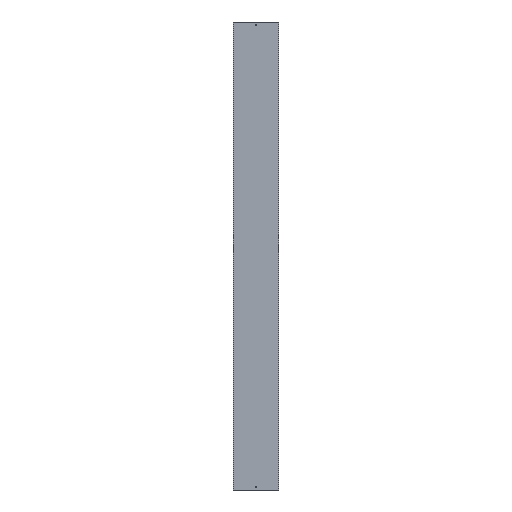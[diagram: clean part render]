
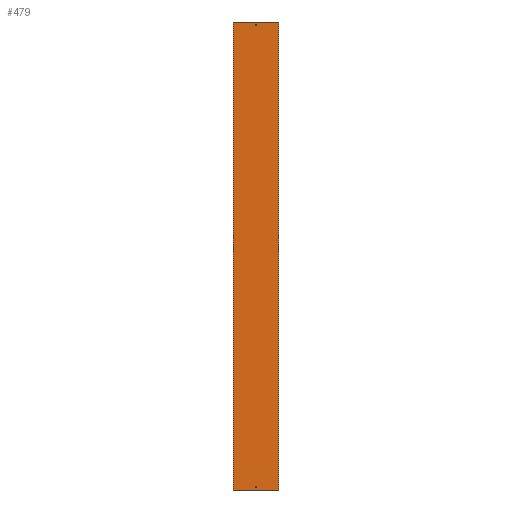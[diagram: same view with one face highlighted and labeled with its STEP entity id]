
A CAD part, front view. The second image highlights one B-rep face of the part: STEP entity #479.
In plain terms, the highlighted planar face has unit normal (0, -1, 0).
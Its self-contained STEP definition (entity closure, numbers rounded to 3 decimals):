
#5 = VERTEX_POINT ( 'NONE', #536 ) ;
#8 = EDGE_CURVE ( 'NONE', #559, #374, #463, .T. ) ;
#13 = AXIS2_PLACEMENT_3D ( 'NONE', #291, #244, #58 ) ;
#14 = EDGE_LOOP ( 'NONE', ( #234, #611 ) ) ;
#17 = FACE_BOUND ( 'NONE', #14, .T. ) ;
#31 = CARTESIAN_POINT ( 'NONE',  ( -2.75, -1.5, 986. ) ) ;
#57 = PLANE ( 'NONE',  #420 ) ;
#58 = DIRECTION ( 'NONE',  ( 1., 0., 0. ) ) ;
#103 = AXIS2_PLACEMENT_3D ( 'NONE', #570, #477, #610 ) ;
#106 = LINE ( 'NONE', #441, #262 ) ;
#121 = VERTEX_POINT ( 'NONE', #213 ) ;
#146 = EDGE_CURVE ( 'NONE', #590, #415, #554, .T. ) ;
#149 = ORIENTED_EDGE ( 'NONE', *, *, #212, .F. ) ;
#151 = FACE_OUTER_BOUND ( 'NONE', #225, .T. ) ;
#157 = FACE_BOUND ( 'NONE', #192, .T. ) ;
#162 = LINE ( 'NONE', #172, #185 ) ;
#172 = CARTESIAN_POINT ( 'NONE',  ( 94., -1.5, 1000. ) ) ;
#185 = VECTOR ( 'NONE', #357, 1000. ) ;
#192 = EDGE_LOOP ( 'NONE', ( #490, #426 ) ) ;
#208 = DIRECTION ( 'NONE',  ( -1., 0., 0. ) ) ;
#212 = EDGE_CURVE ( 'NONE', #5, #121, #162, .T. ) ;
#213 = CARTESIAN_POINT ( 'NONE',  ( 96.183, -1.5, 1000. ) ) ;
#225 = EDGE_LOOP ( 'NONE', ( #470, #568, #149, #384 ) ) ;
#234 = ORIENTED_EDGE ( 'NONE', *, *, #338, .F. ) ;
#235 = CARTESIAN_POINT ( 'NONE',  ( -96.183, -1.5, 1000. ) ) ;
#241 = VECTOR ( 'NONE', #454, 1000. ) ;
#244 = DIRECTION ( 'NONE',  ( 0., -1., 0. ) ) ;
#248 = CARTESIAN_POINT ( 'NONE',  ( 94., -1.5, 1000. ) ) ;
#262 = VECTOR ( 'NONE', #293, 1000. ) ;
#269 = DIRECTION ( 'NONE',  ( 0., -1., 0. ) ) ;
#291 = CARTESIAN_POINT ( 'NONE',  ( 0., -1.5, 986. ) ) ;
#293 = DIRECTION ( 'NONE',  ( 0., 0., -1. ) ) ;
#322 = EDGE_CURVE ( 'NONE', #5, #590, #523, .T. ) ;
#329 = VERTEX_POINT ( 'NONE', #422 ) ;
#338 = EDGE_CURVE ( 'NONE', #537, #329, #410, .T. ) ;
#347 = CIRCLE ( 'NONE', #382, 2.75 ) ;
#357 = DIRECTION ( 'NONE',  ( 1., 0., 0. ) ) ;
#361 = EDGE_CURVE ( 'NONE', #329, #537, #514, .T. ) ;
#370 = VECTOR ( 'NONE', #425, 1000. ) ;
#374 = VERTEX_POINT ( 'NONE', #558 ) ;
#377 = DIRECTION ( 'NONE',  ( 0., -1., 0. ) ) ;
#382 = AXIS2_PLACEMENT_3D ( 'NONE', #495, #269, #546 ) ;
#384 = ORIENTED_EDGE ( 'NONE', *, *, #322, .T. ) ;
#388 = CARTESIAN_POINT ( 'NONE',  ( 96.183, -1.5, -1000. ) ) ;
#408 = CARTESIAN_POINT ( 'NONE',  ( -96.183, -1.5, -1000. ) ) ;
#410 = CIRCLE ( 'NONE', #103, 2.75 ) ;
#414 = CARTESIAN_POINT ( 'NONE',  ( 0., -1.5, -986. ) ) ;
#415 = VERTEX_POINT ( 'NONE', #388 ) ;
#420 = AXIS2_PLACEMENT_3D ( 'NONE', #248, #436, #208 ) ;
#422 = CARTESIAN_POINT ( 'NONE',  ( -2.75, -1.5, -986. ) ) ;
#425 = DIRECTION ( 'NONE',  ( 0., 0., -1. ) ) ;
#426 = ORIENTED_EDGE ( 'NONE', *, *, #8, .F. ) ;
#436 = DIRECTION ( 'NONE',  ( 0., 1., 0. ) ) ;
#441 = CARTESIAN_POINT ( 'NONE',  ( 96.183, -1.5, 1000. ) ) ;
#454 = DIRECTION ( 'NONE',  ( 1., 0., 0. ) ) ;
#463 = CIRCLE ( 'NONE', #13, 2.75 ) ;
#470 = ORIENTED_EDGE ( 'NONE', *, *, #146, .T. ) ;
#476 = EDGE_CURVE ( 'NONE', #121, #415, #106, .T. ) ;
#477 = DIRECTION ( 'NONE',  ( 0., -1., 0. ) ) ;
#479 = ADVANCED_FACE ( 'NONE', ( #157, #17, #151 ), #57, .F. ) ;
#483 = AXIS2_PLACEMENT_3D ( 'NONE', #414, #377, #567 ) ;
#490 = ORIENTED_EDGE ( 'NONE', *, *, #564, .F. ) ;
#495 = CARTESIAN_POINT ( 'NONE',  ( 0., -1.5, 986. ) ) ;
#504 = CARTESIAN_POINT ( 'NONE',  ( 2.75, -1.5, -986. ) ) ;
#514 = CIRCLE ( 'NONE', #483, 2.75 ) ;
#523 = LINE ( 'NONE', #235, #370 ) ;
#536 = CARTESIAN_POINT ( 'NONE',  ( -96.183, -1.5, 1000. ) ) ;
#537 = VERTEX_POINT ( 'NONE', #504 ) ;
#546 = DIRECTION ( 'NONE',  ( 1., 0., 0. ) ) ;
#554 = LINE ( 'NONE', #589, #241 ) ;
#558 = CARTESIAN_POINT ( 'NONE',  ( 2.75, -1.5, 986. ) ) ;
#559 = VERTEX_POINT ( 'NONE', #31 ) ;
#564 = EDGE_CURVE ( 'NONE', #374, #559, #347, .T. ) ;
#567 = DIRECTION ( 'NONE',  ( -1., 0., 0. ) ) ;
#568 = ORIENTED_EDGE ( 'NONE', *, *, #476, .F. ) ;
#570 = CARTESIAN_POINT ( 'NONE',  ( 0., -1.5, -986. ) ) ;
#589 = CARTESIAN_POINT ( 'NONE',  ( 94., -1.5, -1000. ) ) ;
#590 = VERTEX_POINT ( 'NONE', #408 ) ;
#610 = DIRECTION ( 'NONE',  ( -1., 0., 0. ) ) ;
#611 = ORIENTED_EDGE ( 'NONE', *, *, #361, .F. ) ;
